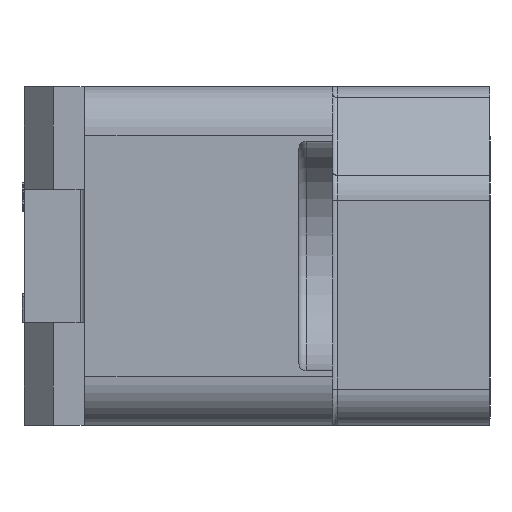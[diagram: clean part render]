
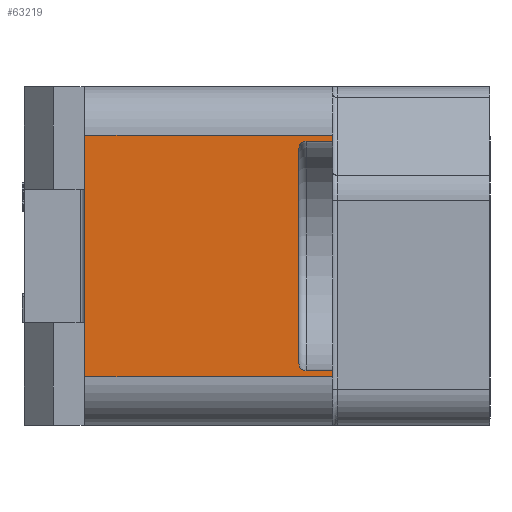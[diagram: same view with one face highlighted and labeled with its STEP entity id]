
A CAD part, left-side view. The second image highlights one B-rep face of the part: STEP entity #63219.
In plain terms, the highlighted planar face has unit normal (-1, 0, 0).
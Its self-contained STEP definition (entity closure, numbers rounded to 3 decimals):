
#820=DIRECTION('',(0.,0.,-1.));
#821=VECTOR('',#820,10.);
#822=CARTESIAN_POINT('',(-40.,10.25,5.));
#823=LINE('',#822,#821);
#873=DIRECTION('',(0.,-1.,0.));
#874=VECTOR('',#873,10.25);
#875=CARTESIAN_POINT('',(-40.,10.25,5.));
#876=LINE('',#875,#874);
#26887=DIRECTION('',(0.,1.,0.));
#26888=VECTOR('',#26887,10.25);
#26889=CARTESIAN_POINT('',(-40.,0.,-5.));
#26890=LINE('',#26889,#26888);
#26896=DIRECTION('',(0.,0.,1.));
#26897=VECTOR('',#26896,8.9);
#26898=CARTESIAN_POINT('',(-40.,1.4,-4.45));
#26899=LINE('',#26898,#26897);
#26900=DIRECTION('',(0.,1.,0.));
#26901=VECTOR('',#26900,1.1);
#26902=CARTESIAN_POINT('',(-40.,0.,-4.75));
#26903=LINE('',#26902,#26901);
#26904=DIRECTION('',(0.,0.,-1.));
#26905=VECTOR('',#26904,0.25);
#26906=CARTESIAN_POINT('',(-40.,0.,-4.75));
#26907=LINE('',#26906,#26905);
#26908=DIRECTION('',(0.,0.,-1.));
#26909=VECTOR('',#26908,0.25);
#26910=CARTESIAN_POINT('',(-40.,0.,5.));
#26911=LINE('',#26910,#26909);
#26912=DIRECTION('',(0.,1.,0.));
#26913=VECTOR('',#26912,1.1);
#26914=CARTESIAN_POINT('',(-40.,0.,4.75));
#26915=LINE('',#26914,#26913);
#26939=CARTESIAN_POINT('',(-40.,1.1,-4.45));
#26940=DIRECTION('',(1.,0.,0.));
#26941=DIRECTION('',(0.,0.,-1.));
#26942=AXIS2_PLACEMENT_3D('',#26939,#26940,#26941);
#26963=CARTESIAN_POINT('',(-40.,1.1,4.45));
#26964=DIRECTION('',(1.,0.,0.));
#26965=DIRECTION('',(0.,1.,0.));
#26966=AXIS2_PLACEMENT_3D('',#26963,#26964,#26965);
#27431=CARTESIAN_POINT('',(-40.,0.,5.));
#27432=VERTEX_POINT('',#27431);
#27433=CARTESIAN_POINT('',(-40.,10.25,5.));
#27434=VERTEX_POINT('',#27433);
#27439=CARTESIAN_POINT('',(-40.,10.25,-5.));
#27440=VERTEX_POINT('',#27439);
#27441=CARTESIAN_POINT('',(-40.,0.,-5.));
#27442=VERTEX_POINT('',#27441);
#27451=CARTESIAN_POINT('',(-40.,0.,-4.75));
#27453=VERTEX_POINT('',#27451);
#27457=CARTESIAN_POINT('',(-40.,0.,4.75));
#27458=VERTEX_POINT('',#27457);
#27700=CARTESIAN_POINT('',(-40.,1.4,-4.45));
#27702=VERTEX_POINT('',#27700);
#27704=CARTESIAN_POINT('',(-40.,1.1,-4.75));
#27706=VERTEX_POINT('',#27704);
#27711=CARTESIAN_POINT('',(-40.,1.4,4.45));
#27712=VERTEX_POINT('',#27711);
#27713=CARTESIAN_POINT('',(-40.,1.1,4.75));
#27714=VERTEX_POINT('',#27713);
#63197=CARTESIAN_POINT('',(-40.,0.,7.));
#63198=DIRECTION('',(-1.,0.,0.));
#63199=DIRECTION('',(0.,1.,0.));
#63200=AXIS2_PLACEMENT_3D('',#63197,#63198,#63199);
#63201=PLANE('',#63200);
#63203=ORIENTED_EDGE('',*,*,#63202,.F.);
#63205=ORIENTED_EDGE('',*,*,#63204,.F.);
#63207=ORIENTED_EDGE('',*,*,#63206,.F.);
#63208=ORIENTED_EDGE('',*,*,#34234,.T.);
#63209=ORIENTED_EDGE('',*,*,#63191,.T.);
#63210=ORIENTED_EDGE('',*,*,#34166,.F.);
#63211=ORIENTED_EDGE('',*,*,#34218,.T.);
#63212=ORIENTED_EDGE('',*,*,#34242,.T.);
#63214=ORIENTED_EDGE('',*,*,#63213,.T.);
#63216=ORIENTED_EDGE('',*,*,#63215,.F.);
#63217=EDGE_LOOP('',(#63203,#63205,#63207,#63208,#63209,#63210,#63211,#63212,
#63214,#63216));
#63218=FACE_OUTER_BOUND('',#63217,.F.);
#63219=ADVANCED_FACE('',(#63218),#63201,.T.);
#26943=CIRCLE('',#26942,0.3);
#26967=CIRCLE('',#26966,0.3);
#34166=EDGE_CURVE('',#27434,#27440,#823,.T.);
#34218=EDGE_CURVE('',#27434,#27432,#876,.T.);
#34234=EDGE_CURVE('',#27453,#27442,#26907,.T.);
#34242=EDGE_CURVE('',#27432,#27458,#26911,.T.);
#63191=EDGE_CURVE('',#27442,#27440,#26890,.T.);
#63202=EDGE_CURVE('',#27702,#27712,#26899,.T.);
#63204=EDGE_CURVE('',#27706,#27702,#26943,.T.);
#63206=EDGE_CURVE('',#27453,#27706,#26903,.T.);
#63213=EDGE_CURVE('',#27458,#27714,#26915,.T.);
#63215=EDGE_CURVE('',#27712,#27714,#26967,.T.);
